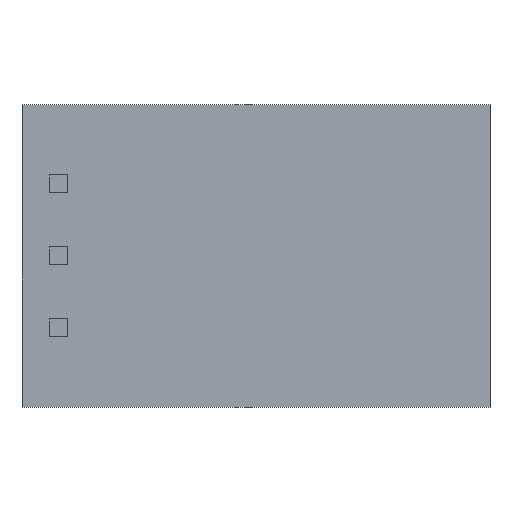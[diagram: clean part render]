
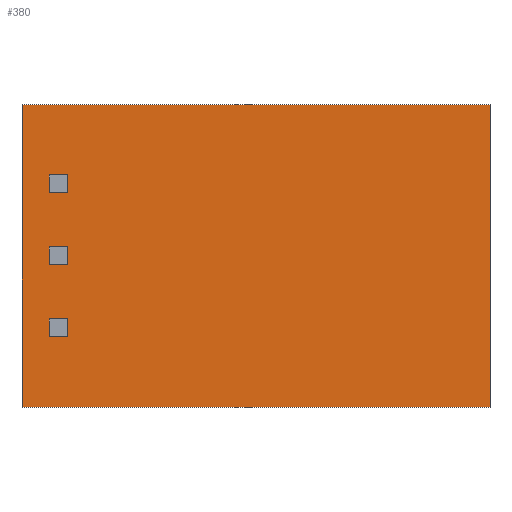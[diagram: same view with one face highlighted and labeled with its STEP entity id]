
A CAD part, top view. The second image highlights one B-rep face of the part: STEP entity #380.
In plain terms, the highlighted planar face has unit normal (0, 0, 1).
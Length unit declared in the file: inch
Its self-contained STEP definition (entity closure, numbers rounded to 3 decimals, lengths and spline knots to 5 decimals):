
#380=ADVANCED_FACE('',(#465,#466,#467,#468),#423,.T.);
#423=PLANE('',#1083);
#465=FACE_BOUND('',#478,.T.);
#466=FACE_BOUND('',#479,.T.);
#467=FACE_BOUND('',#480,.T.);
#468=FACE_BOUND('',#481,.T.);
#478=EDGE_LOOP('',(#530,#531,#532,#533));
#479=EDGE_LOOP('',(#534,#535,#536,#537));
#480=EDGE_LOOP('',(#538,#539,#540,#541));
#481=EDGE_LOOP('',(#542,#543,#544,#545));
#530=ORIENTED_EDGE('',*,*,#792,.F.);
#531=ORIENTED_EDGE('',*,*,#793,.F.);
#532=ORIENTED_EDGE('',*,*,#794,.F.);
#533=ORIENTED_EDGE('',*,*,#795,.F.);
#534=ORIENTED_EDGE('',*,*,#796,.T.);
#535=ORIENTED_EDGE('',*,*,#797,.T.);
#536=ORIENTED_EDGE('',*,*,#798,.T.);
#537=ORIENTED_EDGE('',*,*,#799,.T.);
#538=ORIENTED_EDGE('',*,*,#800,.T.);
#539=ORIENTED_EDGE('',*,*,#801,.T.);
#540=ORIENTED_EDGE('',*,*,#802,.T.);
#541=ORIENTED_EDGE('',*,*,#803,.T.);
#542=ORIENTED_EDGE('',*,*,#804,.T.);
#543=ORIENTED_EDGE('',*,*,#805,.T.);
#544=ORIENTED_EDGE('',*,*,#806,.T.);
#545=ORIENTED_EDGE('',*,*,#807,.T.);
#726=VERTEX_POINT('',#1318);
#727=VERTEX_POINT('',#1319);
#728=VERTEX_POINT('',#1321);
#729=VERTEX_POINT('',#1323);
#730=VERTEX_POINT('',#1326);
#731=VERTEX_POINT('',#1327);
#732=VERTEX_POINT('',#1329);
#733=VERTEX_POINT('',#1331);
#734=VERTEX_POINT('',#1334);
#735=VERTEX_POINT('',#1335);
#736=VERTEX_POINT('',#1337);
#737=VERTEX_POINT('',#1339);
#738=VERTEX_POINT('',#1342);
#739=VERTEX_POINT('',#1343);
#740=VERTEX_POINT('',#1345);
#741=VERTEX_POINT('',#1347);
#792=EDGE_CURVE('',#726,#727,#890,.T.);
#793=EDGE_CURVE('',#728,#726,#891,.T.);
#794=EDGE_CURVE('',#729,#728,#892,.T.);
#795=EDGE_CURVE('',#727,#729,#893,.T.);
#796=EDGE_CURVE('',#730,#731,#894,.T.);
#797=EDGE_CURVE('',#731,#732,#895,.T.);
#798=EDGE_CURVE('',#732,#733,#896,.T.);
#799=EDGE_CURVE('',#733,#730,#897,.T.);
#800=EDGE_CURVE('',#734,#735,#898,.T.);
#801=EDGE_CURVE('',#735,#736,#899,.T.);
#802=EDGE_CURVE('',#736,#737,#900,.T.);
#803=EDGE_CURVE('',#737,#734,#901,.T.);
#804=EDGE_CURVE('',#738,#739,#902,.T.);
#805=EDGE_CURVE('',#739,#740,#903,.T.);
#806=EDGE_CURVE('',#740,#741,#904,.T.);
#807=EDGE_CURVE('',#741,#738,#905,.T.);
#890=LINE('',#1317,#986);
#891=LINE('',#1320,#987);
#892=LINE('',#1322,#988);
#893=LINE('',#1324,#989);
#894=LINE('',#1325,#990);
#895=LINE('',#1328,#991);
#896=LINE('',#1330,#992);
#897=LINE('',#1332,#993);
#898=LINE('',#1333,#994);
#899=LINE('',#1336,#995);
#900=LINE('',#1338,#996);
#901=LINE('',#1340,#997);
#902=LINE('',#1341,#998);
#903=LINE('',#1344,#999);
#904=LINE('',#1346,#1000);
#905=LINE('',#1348,#1001);
#986=VECTOR('',#1130,1.);
#987=VECTOR('',#1131,1.);
#988=VECTOR('',#1132,1.);
#989=VECTOR('',#1133,1.);
#990=VECTOR('',#1134,1.);
#991=VECTOR('',#1135,1.);
#992=VECTOR('',#1136,1.);
#993=VECTOR('',#1137,1.);
#994=VECTOR('',#1138,1.);
#995=VECTOR('',#1139,1.);
#996=VECTOR('',#1140,1.);
#997=VECTOR('',#1141,1.);
#998=VECTOR('',#1142,1.);
#999=VECTOR('',#1143,1.);
#1000=VECTOR('',#1144,1.);
#1001=VECTOR('',#1145,1.);
#1083=AXIS2_PLACEMENT_3D('',#1349,#1146,#1147);
#1130=DIRECTION('',(1.,0.,0.));
#1131=DIRECTION('',(0.,-1.,0.));
#1132=DIRECTION('',(-1.,0.,0.));
#1133=DIRECTION('',(0.,1.,0.));
#1134=DIRECTION('',(0.,1.,0.));
#1135=DIRECTION('',(-1.,0.,0.));
#1136=DIRECTION('',(0.,-1.,0.));
#1137=DIRECTION('',(1.,0.,0.));
#1138=DIRECTION('',(0.,-1.,0.));
#1139=DIRECTION('',(-1.,0.,0.));
#1140=DIRECTION('',(0.,1.,0.));
#1141=DIRECTION('',(1.,0.,0.));
#1142=DIRECTION('',(0.,-1.,0.));
#1143=DIRECTION('',(-1.,0.,0.));
#1144=DIRECTION('',(0.,1.,0.));
#1145=DIRECTION('',(1.,0.,0.));
#1146=DIRECTION('',(0.,0.,1.));
#1147=DIRECTION('',(1.,0.,0.));
#1317=CARTESIAN_POINT('',(0.,0.0975,0.05));
#1318=CARTESIAN_POINT('',(0.038,0.0975,0.05));
#1319=CARTESIAN_POINT('',(0.063,0.0975,0.05));
#1320=CARTESIAN_POINT('',(0.038,0.,0.05));
#1321=CARTESIAN_POINT('',(0.038,0.1225,0.05));
#1322=CARTESIAN_POINT('',(0.,0.1225,0.05));
#1323=CARTESIAN_POINT('',(0.063,0.1225,0.05));
#1324=CARTESIAN_POINT('',(0.063,0.,0.05));
#1325=CARTESIAN_POINT('',(0.65,0.,0.05));
#1326=CARTESIAN_POINT('',(0.65,0.,0.05));
#1327=CARTESIAN_POINT('',(0.65,0.42,0.05));
#1328=CARTESIAN_POINT('',(0.65,0.42,0.05));
#1329=CARTESIAN_POINT('',(0.,0.42,0.05));
#1330=CARTESIAN_POINT('',(0.,0.42,0.05));
#1331=CARTESIAN_POINT('',(0.,0.,0.05));
#1332=CARTESIAN_POINT('',(0.,0.,0.05));
#1333=CARTESIAN_POINT('',(0.063,0.,0.05));
#1334=CARTESIAN_POINT('',(0.063,0.2225,0.05));
#1335=CARTESIAN_POINT('',(0.063,0.1975,0.05));
#1336=CARTESIAN_POINT('',(0.,0.1975,0.05));
#1337=CARTESIAN_POINT('',(0.038,0.1975,0.05));
#1338=CARTESIAN_POINT('',(0.038,0.,0.05));
#1339=CARTESIAN_POINT('',(0.038,0.2225,0.05));
#1340=CARTESIAN_POINT('',(0.,0.2225,0.05));
#1341=CARTESIAN_POINT('',(0.063,0.,0.05));
#1342=CARTESIAN_POINT('',(0.063,0.3225,0.05));
#1343=CARTESIAN_POINT('',(0.063,0.2975,0.05));
#1344=CARTESIAN_POINT('',(0.,0.2975,0.05));
#1345=CARTESIAN_POINT('',(0.038,0.2975,0.05));
#1346=CARTESIAN_POINT('',(0.038,0.,0.05));
#1347=CARTESIAN_POINT('',(0.038,0.3225,0.05));
#1348=CARTESIAN_POINT('',(0.,0.3225,0.05));
#1349=CARTESIAN_POINT('',(0.,0.,0.05));
